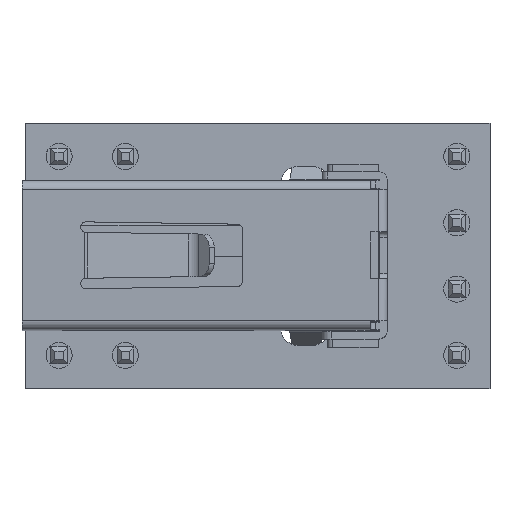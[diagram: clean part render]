
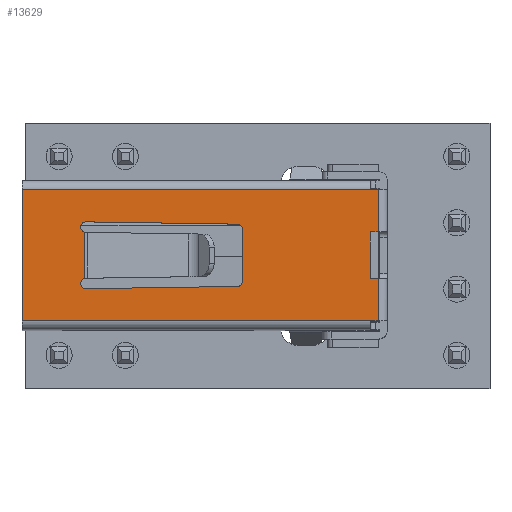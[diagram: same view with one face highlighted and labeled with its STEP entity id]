
A CAD part, top view. The second image highlights one B-rep face of the part: STEP entity #13629.
In plain terms, the highlighted face is planar.
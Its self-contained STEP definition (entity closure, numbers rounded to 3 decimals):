
#172=CIRCLE('',#14346,0.2);
#174=CIRCLE('',#14349,0.2);
#184=CIRCLE('',#14441,0.2);
#186=CIRCLE('',#14444,0.2);
#641=FACE_BOUND('',#1740,.T.);
#1037=FACE_OUTER_BOUND('',#1739,.T.);
#1739=EDGE_LOOP('',(#10015,#10016,#10017,#10018,#10019,#10020,#10021,#10022,
#10023,#10024));
#1740=EDGE_LOOP('',(#10025,#10026,#10027,#10028,#10029,#10030,#10031,#10032));
#2598=LINE('',#19919,#4109);
#2602=LINE('',#19928,#4113);
#2607=LINE('',#19957,#4118);
#2687=LINE('',#20197,#4198);
#2888=LINE('',#20727,#4399);
#2889=LINE('',#20729,#4400);
#2890=LINE('',#20731,#4401);
#2891=LINE('',#20733,#4402);
#2892=LINE('',#20735,#4403);
#2893=LINE('',#20737,#4404);
#2894=LINE('',#20739,#4405);
#2895=LINE('',#20741,#4406);
#2896=LINE('',#20743,#4407);
#2897=LINE('',#20744,#4408);
#4109=VECTOR('',#16159,1.);
#4113=VECTOR('',#16165,1.);
#4118=VECTOR('',#16184,1.);
#4198=VECTOR('',#16454,1.);
#4399=VECTOR('',#16949,1.);
#4400=VECTOR('',#16950,1.);
#4401=VECTOR('',#16951,1.);
#4402=VECTOR('',#16952,1.);
#4403=VECTOR('',#16953,1.);
#4404=VECTOR('',#16954,1.);
#4405=VECTOR('',#16955,1.);
#4406=VECTOR('',#16956,1.);
#4407=VECTOR('',#16957,1.);
#4408=VECTOR('',#16958,1.);
#5522=VERTEX_POINT('',#19916);
#5523=VERTEX_POINT('',#19918);
#5526=VERTEX_POINT('',#19925);
#5527=VERTEX_POINT('',#19927);
#5528=VERTEX_POINT('',#19931);
#5533=VERTEX_POINT('',#19945);
#5534=VERTEX_POINT('',#19950);
#5536=VERTEX_POINT('',#19956);
#5774=VERTEX_POINT('',#20725);
#5775=VERTEX_POINT('',#20726);
#5776=VERTEX_POINT('',#20728);
#5777=VERTEX_POINT('',#20730);
#5778=VERTEX_POINT('',#20732);
#5779=VERTEX_POINT('',#20734);
#5780=VERTEX_POINT('',#20736);
#5781=VERTEX_POINT('',#20738);
#5782=VERTEX_POINT('',#20740);
#5783=VERTEX_POINT('',#20742);
#6924=EDGE_CURVE('',#5523,#5522,#2598,.T.);
#6928=EDGE_CURVE('',#5527,#5526,#2602,.T.);
#6930=EDGE_CURVE('',#5527,#5528,#172,.T.);
#6936=EDGE_CURVE('',#5533,#5534,#174,.T.);
#6939=EDGE_CURVE('',#5536,#5534,#2607,.T.);
#7061=EDGE_CURVE('',#5536,#5522,#184,.T.);
#7063=EDGE_CURVE('',#5523,#5526,#186,.T.);
#7065=EDGE_CURVE('',#5533,#5528,#2687,.T.);
#7327=EDGE_CURVE('',#5774,#5775,#2888,.T.);
#7328=EDGE_CURVE('',#5775,#5776,#2889,.T.);
#7329=EDGE_CURVE('',#5776,#5777,#2890,.T.);
#7330=EDGE_CURVE('',#5777,#5778,#2891,.T.);
#7331=EDGE_CURVE('',#5778,#5779,#2892,.T.);
#7332=EDGE_CURVE('',#5779,#5780,#2893,.T.);
#7333=EDGE_CURVE('',#5780,#5781,#2894,.T.);
#7334=EDGE_CURVE('',#5781,#5782,#2895,.T.);
#7335=EDGE_CURVE('',#5782,#5783,#2896,.T.);
#7336=EDGE_CURVE('',#5783,#5774,#2897,.T.);
#10015=ORIENTED_EDGE('',*,*,#7327,.T.);
#10016=ORIENTED_EDGE('',*,*,#7328,.T.);
#10017=ORIENTED_EDGE('',*,*,#7329,.T.);
#10018=ORIENTED_EDGE('',*,*,#7330,.T.);
#10019=ORIENTED_EDGE('',*,*,#7331,.T.);
#10020=ORIENTED_EDGE('',*,*,#7332,.T.);
#10021=ORIENTED_EDGE('',*,*,#7333,.T.);
#10022=ORIENTED_EDGE('',*,*,#7334,.T.);
#10023=ORIENTED_EDGE('',*,*,#7335,.T.);
#10024=ORIENTED_EDGE('',*,*,#7336,.T.);
#10025=ORIENTED_EDGE('',*,*,#7065,.T.);
#10026=ORIENTED_EDGE('',*,*,#6930,.F.);
#10027=ORIENTED_EDGE('',*,*,#6928,.T.);
#10028=ORIENTED_EDGE('',*,*,#7063,.F.);
#10029=ORIENTED_EDGE('',*,*,#6924,.T.);
#10030=ORIENTED_EDGE('',*,*,#7061,.F.);
#10031=ORIENTED_EDGE('',*,*,#6939,.T.);
#10032=ORIENTED_EDGE('',*,*,#6936,.F.);
#12352=PLANE('',#14593);
#13629=ADVANCED_FACE('',(#1037,#641),#12352,.T.);
#14346=AXIS2_PLACEMENT_3D('',#19932,#16169,#16170);
#14349=AXIS2_PLACEMENT_3D('',#19951,#16177,#16178);
#14441=AXIS2_PLACEMENT_3D('',#20191,#16442,#16443);
#14444=AXIS2_PLACEMENT_3D('',#20194,#16448,#16449);
#14593=AXIS2_PLACEMENT_3D('',#20724,#16947,#16948);
#16159=DIRECTION('',(0.,0.,1.));
#16165=DIRECTION('',(0.,-1.,0.015));
#16169=DIRECTION('center_axis',(1.,0.,0.));
#16170=DIRECTION('ref_axis',(0.,-0.015,-1.));
#16177=DIRECTION('center_axis',(1.,0.,0.));
#16178=DIRECTION('ref_axis',(0.,0.314,-0.95));
#16184=DIRECTION('',(0.,1.,0.015));
#16442=DIRECTION('center_axis',(1.,0.,0.));
#16443=DIRECTION('ref_axis',(0.,-0.015,1.));
#16448=DIRECTION('center_axis',(1.,0.,0.));
#16449=DIRECTION('ref_axis',(0.,-1.,0.));
#16454=DIRECTION('',(0.,0.,-1.));
#16947=DIRECTION('center_axis',(1.,0.,0.));
#16948=DIRECTION('ref_axis',(0.,0.,-1.));
#16949=DIRECTION('',(0.,0.,-1.));
#16950=DIRECTION('',(0.,1.,0.));
#16951=DIRECTION('',(0.,0.,-1.));
#16952=DIRECTION('',(0.,-1.,0.));
#16953=DIRECTION('',(0.,0.,-1.));
#16954=DIRECTION('',(0.,1.,0.));
#16955=DIRECTION('',(0.,1.,0.));
#16956=DIRECTION('',(0.,0.,1.));
#16957=DIRECTION('',(0.,-1.,0.));
#16958=DIRECTION('',(0.,-1.,0.));
#19916=CARTESIAN_POINT('',(6.55,-1.45,0.993));
#19918=CARTESIAN_POINT('',(6.55,-1.45,-0.993));
#19919=CARTESIAN_POINT('',(6.55,-1.45,-0.993));
#19925=CARTESIAN_POINT('',(6.55,-1.253,-1.193));
#19927=CARTESIAN_POINT('',(6.55,4.547,-1.28));
#19928=CARTESIAN_POINT('',(6.55,4.547,-1.28));
#19931=CARTESIAN_POINT('',(6.55,4.613,-0.89));
#19932=CARTESIAN_POINT('Origin',(6.55,4.55,-1.08));
#19945=CARTESIAN_POINT('',(6.55,4.613,0.89));
#19950=CARTESIAN_POINT('',(6.55,4.547,1.28));
#19951=CARTESIAN_POINT('Origin',(6.55,4.55,1.08));
#19956=CARTESIAN_POINT('',(6.55,-1.253,1.193));
#19957=CARTESIAN_POINT('',(6.55,-1.253,1.193));
#20191=CARTESIAN_POINT('Origin',(6.55,-1.25,0.993));
#20194=CARTESIAN_POINT('Origin',(6.55,-1.25,-0.993));
#20197=CARTESIAN_POINT('',(6.55,4.613,0.89));
#20724=CARTESIAN_POINT('Origin',(6.55,0.175,-2.61));
#20725=CARTESIAN_POINT('',(6.55,-6.65,2.51));
#20726=CARTESIAN_POINT('',(6.55,-6.65,0.9));
#20727=CARTESIAN_POINT('',(6.55,-6.65,2.51));
#20728=CARTESIAN_POINT('',(6.55,-6.35,0.9));
#20729=CARTESIAN_POINT('',(6.55,-6.65,0.9));
#20730=CARTESIAN_POINT('',(6.55,-6.35,-0.9));
#20731=CARTESIAN_POINT('',(6.55,-6.35,0.9));
#20732=CARTESIAN_POINT('',(6.55,-6.65,-0.9));
#20733=CARTESIAN_POINT('',(6.55,-6.35,-0.9));
#20734=CARTESIAN_POINT('',(6.55,-6.65,-2.51));
#20735=CARTESIAN_POINT('',(6.55,-6.65,-0.9));
#20736=CARTESIAN_POINT('',(6.55,-6.35,-2.51));
#20737=CARTESIAN_POINT('',(6.55,-6.65,-2.51));
#20738=CARTESIAN_POINT('',(6.55,7.,-2.51));
#20739=CARTESIAN_POINT('',(6.55,-6.65,-2.51));
#20740=CARTESIAN_POINT('',(6.55,7.,2.51));
#20741=CARTESIAN_POINT('',(6.55,7.,-2.51));
#20742=CARTESIAN_POINT('',(6.55,-6.35,2.51));
#20743=CARTESIAN_POINT('',(6.55,7.,2.51));
#20744=CARTESIAN_POINT('',(6.55,7.,2.51));
